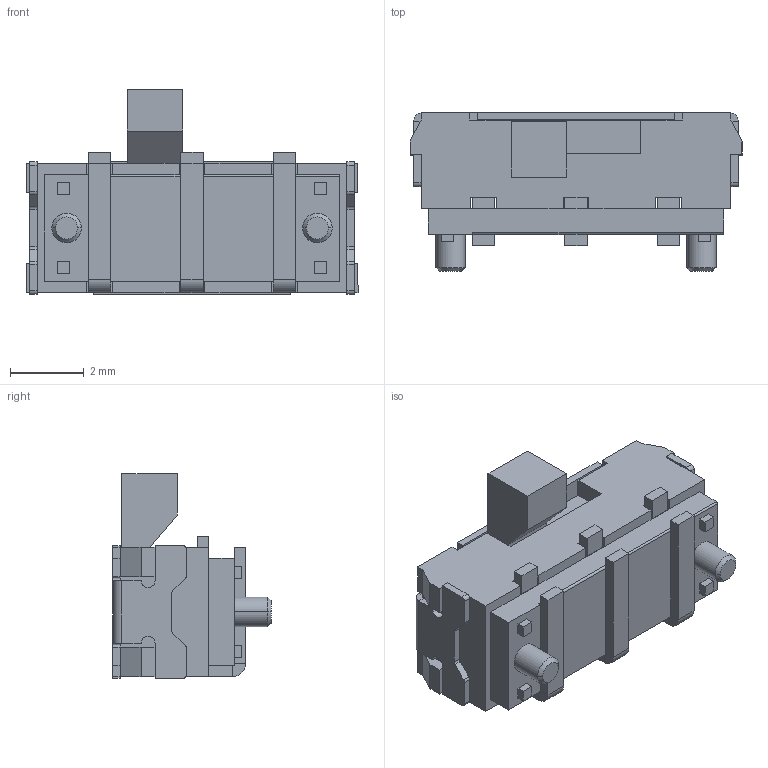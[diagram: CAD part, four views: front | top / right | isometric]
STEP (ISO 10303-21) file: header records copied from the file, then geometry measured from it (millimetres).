
FILE_DESCRIPTION (( 'STEP AP214' ), '1' );
FILE_NAME ('JS102011JAQN.STEP', '2022-02-14T00:19:43', ( '' ), ( '' ), 'SwSTEP 2.0', 'SolidWorks 2017', '' );
FILE_SCHEMA (( 'AUTOMOTIVE_DESIGN' ));
Length unit declared in the file: millimetre
Products named in the file (1): JS102011JAQN
Bounding box: 9 x 4.3 x 5.55 mm (x, y, z)
Volume: 99.6 mm3; surface area: 285.1 mm2
Topology: 8 solids, 8 shells, 250 faces, 635 edges, 401 vertices
Faces by surface type: plane 207, cylinder 39, cone 4
Entity records: 7474 total; most frequent: CARTESIAN_POINT 1287, ORIENTED_EDGE 1270, DIRECTION 1219, EDGE_CURVE 635, VECTOR 553, LINE 553, VERTEX_POINT 401, AXIS2_PLACEMENT_3D 333
